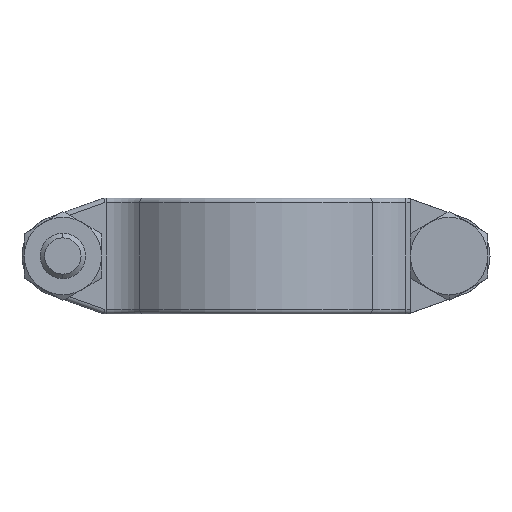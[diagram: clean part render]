
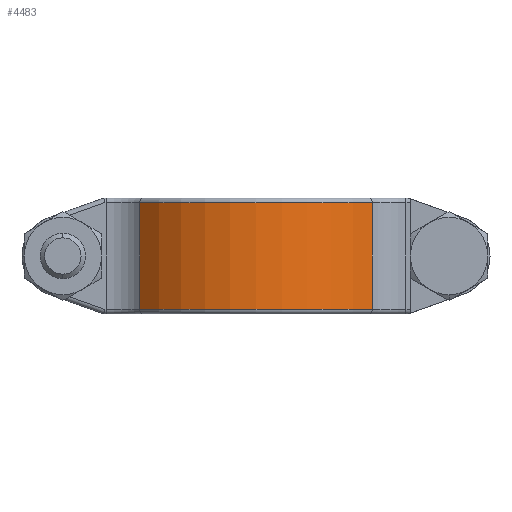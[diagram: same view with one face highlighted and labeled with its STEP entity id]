
A CAD part, front view. The second image highlights one B-rep face of the part: STEP entity #4483.
In plain terms, the highlighted cylindrical face has radius 34.6 mm (diameter 69.2 mm), a partial arc.
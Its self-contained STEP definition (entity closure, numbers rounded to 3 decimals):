
#2 = ORIENTED_EDGE ( 'NONE', *, *, #2300, .T. ) ;
#653 = ORIENTED_EDGE ( 'NONE', *, *, #3815, .T. ) ;
#774 = VERTEX_POINT ( 'NONE', #4928 ) ;
#1483 = LINE ( 'NONE', #9120, #2509 ) ;
#1672 = CIRCLE ( 'NONE', #6602, 34.6 ) ;
#2075 = DIRECTION ( 'NONE',  ( 0., 0., 1. ) ) ;
#2219 = LINE ( 'NONE', #6786, #7650 ) ;
#2300 = EDGE_CURVE ( 'NONE', #2602, #774, #2219, .T. ) ;
#2422 = EDGE_LOOP ( 'NONE', ( #653, #4361, #2, #7607 ) ) ;
#2509 = VECTOR ( 'NONE', #2075, 1000. ) ;
#2602 = VERTEX_POINT ( 'NONE', #7158 ) ;
#2804 = CARTESIAN_POINT ( 'NONE',  ( 0., 0., 12.75 ) ) ;
#3110 = DIRECTION ( 'NONE',  ( 1., 0., 0. ) ) ;
#3516 = DIRECTION ( 'NONE',  ( 1., 0., 0. ) ) ;
#3642 = DIRECTION ( 'NONE',  ( 0., 0., 1. ) ) ;
#3815 = EDGE_CURVE ( 'NONE', #7525, #4481, #1483, .T. ) ;
#3875 = DIRECTION ( 'NONE',  ( 0., 0., -1. ) ) ;
#4361 = ORIENTED_EDGE ( 'NONE', *, *, #5567, .T. ) ;
#4437 = DIRECTION ( 'NONE',  ( 0., 0., -1. ) ) ;
#4481 = VERTEX_POINT ( 'NONE', #8959 ) ;
#4483 = ADVANCED_FACE ( 'NONE', ( #8191 ), #6684, .T. ) ;
#4788 = AXIS2_PLACEMENT_3D ( 'NONE', #2804, #4437, #3516 ) ;
#4928 = CARTESIAN_POINT ( 'NONE',  ( -25.603, -23.274, -11.75 ) ) ;
#5567 = EDGE_CURVE ( 'NONE', #4481, #2602, #6155, .T. ) ;
#6155 = CIRCLE ( 'NONE', #6954, 34.6 ) ;
#6398 = CARTESIAN_POINT ( 'NONE',  ( 25.603, -23.274, -11.75 ) ) ;
#6602 = AXIS2_PLACEMENT_3D ( 'NONE', #7424, #3642, #6664 ) ;
#6664 = DIRECTION ( 'NONE',  ( 1., 0., 0. ) ) ;
#6684 = CYLINDRICAL_SURFACE ( 'NONE', #4788, 34.6 ) ;
#6786 = CARTESIAN_POINT ( 'NONE',  ( -25.603, -23.274, 12.75 ) ) ;
#6954 = AXIS2_PLACEMENT_3D ( 'NONE', #7522, #3875, #3110 ) ;
#7158 = CARTESIAN_POINT ( 'NONE',  ( -25.603, -23.274, 11.75 ) ) ;
#7424 = CARTESIAN_POINT ( 'NONE',  ( 0., 0., -11.75 ) ) ;
#7522 = CARTESIAN_POINT ( 'NONE',  ( 0., 0., 11.75 ) ) ;
#7525 = VERTEX_POINT ( 'NONE', #6398 ) ;
#7607 = ORIENTED_EDGE ( 'NONE', *, *, #8952, .T. ) ;
#7650 = VECTOR ( 'NONE', #8399, 1000. ) ;
#8191 = FACE_OUTER_BOUND ( 'NONE', #2422, .T. ) ;
#8399 = DIRECTION ( 'NONE',  ( 0., 0., -1. ) ) ;
#8952 = EDGE_CURVE ( 'NONE', #774, #7525, #1672, .T. ) ;
#8959 = CARTESIAN_POINT ( 'NONE',  ( 25.603, -23.274, 11.75 ) ) ;
#9120 = CARTESIAN_POINT ( 'NONE',  ( 25.603, -23.274, 12.75 ) ) ;
